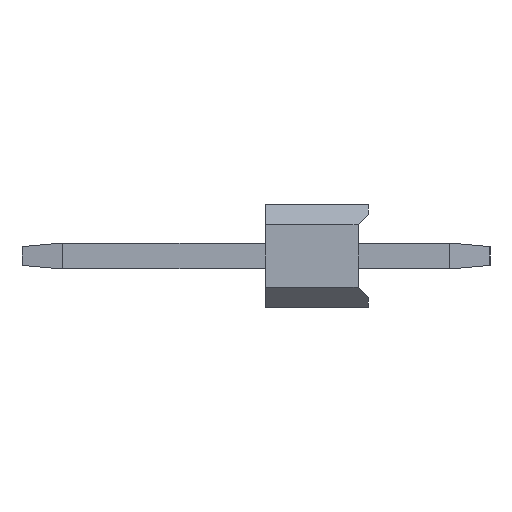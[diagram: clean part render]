
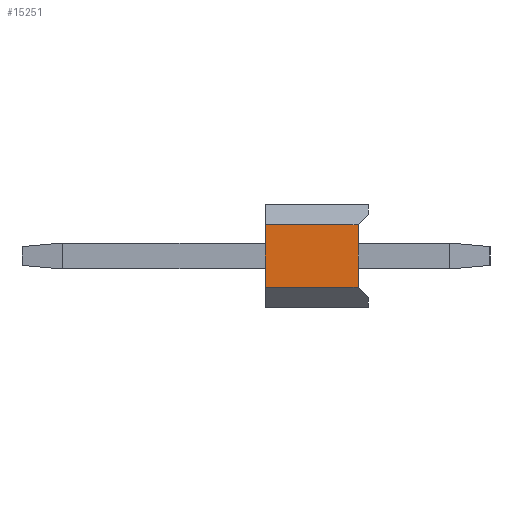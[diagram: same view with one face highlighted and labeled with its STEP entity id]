
A CAD part, left-side view. The second image highlights one B-rep face of the part: STEP entity #15251.
In plain terms, the highlighted planar face has unit normal (-1, 0, 0).
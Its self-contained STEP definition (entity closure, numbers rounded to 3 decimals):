
#487 = AXIS2_PLACEMENT_3D ( 'NONE', #814, #12943, #5265 ) ;
#547 = VECTOR ( 'NONE', #14886, 1000. ) ;
#788 = ORIENTED_EDGE ( 'NONE', *, *, #16142, .T. ) ;
#814 = CARTESIAN_POINT ( 'NONE',  ( -34.29, 2.54, 1.27 ) ) ;
#1319 = EDGE_LOOP ( 'NONE', ( #5056, #10337, #7707, #788 ) ) ;
#1974 = CARTESIAN_POINT ( 'NONE',  ( -34.29, 2.54, 1.27 ) ) ;
#3434 = VERTEX_POINT ( 'NONE', #11195 ) ;
#5056 = ORIENTED_EDGE ( 'NONE', *, *, #5486, .F. ) ;
#5075 = FACE_OUTER_BOUND ( 'NONE', #1319, .T. ) ;
#5120 = EDGE_CURVE ( 'NONE', #3434, #16934, #14981, .T. ) ;
#5265 = DIRECTION ( 'NONE',  ( 0., 0., -1. ) ) ;
#5486 = EDGE_CURVE ( 'NONE', #3434, #14565, #19175, .T. ) ;
#6549 = DIRECTION ( 'NONE',  ( 0., 0., 1. ) ) ;
#7055 = EDGE_CURVE ( 'NONE', #10710, #16934, #17866, .T. ) ;
#7707 = ORIENTED_EDGE ( 'NONE', *, *, #7055, .F. ) ;
#8049 = LINE ( 'NONE', #18180, #547 ) ;
#8475 = CARTESIAN_POINT ( 'NONE',  ( -34.29, 2.54, 0.77 ) ) ;
#9374 = CARTESIAN_POINT ( 'NONE',  ( -34.29, 0.254, -0.77 ) ) ;
#9790 = VECTOR ( 'NONE', #9940, 1000. ) ;
#9940 = DIRECTION ( 'NONE',  ( 0., 1., 0. ) ) ;
#10337 = ORIENTED_EDGE ( 'NONE', *, *, #5120, .T. ) ;
#10710 = VERTEX_POINT ( 'NONE', #14056 ) ;
#11195 = CARTESIAN_POINT ( 'NONE',  ( -34.29, 0.254, 0.77 ) ) ;
#11376 = CARTESIAN_POINT ( 'NONE',  ( -34.29, 2.54, 0.77 ) ) ;
#12943 = DIRECTION ( 'NONE',  ( 1., 0., 0. ) ) ;
#13843 = VECTOR ( 'NONE', #6549, 1000. ) ;
#13863 = DIRECTION ( 'NONE',  ( 0., 0., -1. ) ) ;
#13979 = VECTOR ( 'NONE', #13863, 1000. ) ;
#14056 = CARTESIAN_POINT ( 'NONE',  ( -34.29, 2.54, -0.77 ) ) ;
#14565 = VERTEX_POINT ( 'NONE', #9374 ) ;
#14886 = DIRECTION ( 'NONE',  ( 0., -1., 0. ) ) ;
#14981 = LINE ( 'NONE', #11376, #9790 ) ;
#15251 = ADVANCED_FACE ( 'NONE', ( #5075 ), #18742, .F. ) ;
#16142 = EDGE_CURVE ( 'NONE', #10710, #14565, #8049, .T. ) ;
#16901 = CARTESIAN_POINT ( 'NONE',  ( -34.29, 0.254, 0.77 ) ) ;
#16934 = VERTEX_POINT ( 'NONE', #8475 ) ;
#17866 = LINE ( 'NONE', #1974, #13843 ) ;
#18180 = CARTESIAN_POINT ( 'NONE',  ( -34.29, 2.54, -0.77 ) ) ;
#18742 = PLANE ( 'NONE',  #487 ) ;
#19175 = LINE ( 'NONE', #16901, #13979 ) ;
